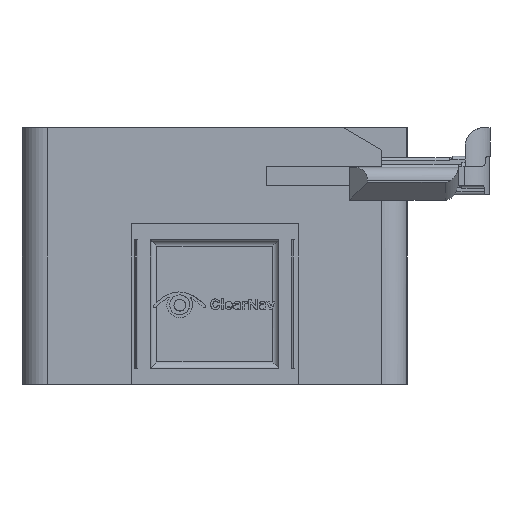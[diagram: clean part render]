
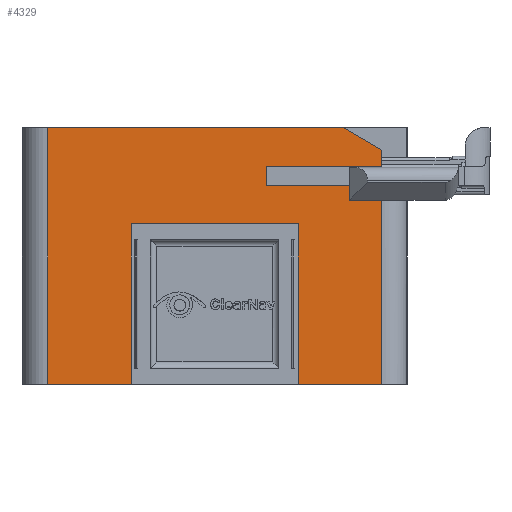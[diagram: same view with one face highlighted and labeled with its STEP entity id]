
A CAD part, front view. The second image highlights one B-rep face of the part: STEP entity #4329.
In plain terms, the highlighted planar face has unit normal (0, -1, 0).
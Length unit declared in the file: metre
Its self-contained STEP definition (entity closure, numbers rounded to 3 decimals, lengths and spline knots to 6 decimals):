
#820=ORIENTED_EDGE('',*,*,#1964,.F.);
#821=ORIENTED_EDGE('',*,*,#1965,.T.);
#822=ORIENTED_EDGE('',*,*,#1966,.T.);
#823=ORIENTED_EDGE('',*,*,#1967,.T.);
#824=ORIENTED_EDGE('',*,*,#1968,.F.);
#825=ORIENTED_EDGE('',*,*,#1954,.F.);
#826=ORIENTED_EDGE('',*,*,#1952,.F.);
#827=ORIENTED_EDGE('',*,*,#1950,.T.);
#828=ORIENTED_EDGE('',*,*,#1948,.T.);
#829=ORIENTED_EDGE('',*,*,#1963,.F.);
#830=ORIENTED_EDGE('',*,*,#1961,.T.);
#831=ORIENTED_EDGE('',*,*,#1959,.T.);
#832=ORIENTED_EDGE('',*,*,#1957,.F.);
#1948=EDGE_CURVE('',#2550,#2549,#2983,.T.);
#1950=EDGE_CURVE('',#2551,#2550,#2985,.T.);
#1952=EDGE_CURVE('',#2551,#2552,#2987,.T.);
#1954=EDGE_CURVE('',#2552,#2553,#2988,.T.);
#1957=EDGE_CURVE('',#2554,#2555,#2989,.T.);
#1959=EDGE_CURVE('',#2556,#2555,#2990,.T.);
#1961=EDGE_CURVE('',#2557,#2556,#2992,.T.);
#1963=EDGE_CURVE('',#2557,#2549,#2994,.T.);
#1964=EDGE_CURVE('',#2558,#2554,#2995,.T.);
#1965=EDGE_CURVE('',#2558,#2559,#2996,.T.);
#1966=EDGE_CURVE('',#2559,#2560,#2997,.T.);
#1967=EDGE_CURVE('',#2560,#2561,#2998,.T.);
#1968=EDGE_CURVE('',#2553,#2561,#2999,.T.);
#2549=VERTEX_POINT('',#6192);
#2550=VERTEX_POINT('',#6194);
#2551=VERTEX_POINT('',#6198);
#2552=VERTEX_POINT('',#6202);
#2553=VERTEX_POINT('',#6206);
#2554=VERTEX_POINT('',#6210);
#2555=VERTEX_POINT('',#6212);
#2556=VERTEX_POINT('',#6216);
#2557=VERTEX_POINT('',#6220);
#2558=VERTEX_POINT('',#6226);
#2559=VERTEX_POINT('',#6228);
#2560=VERTEX_POINT('',#6230);
#2561=VERTEX_POINT('',#6232);
#2983=LINE('',#6193,#3369);
#2985=LINE('',#6197,#3371);
#2987=LINE('',#6201,#3373);
#2988=LINE('',#6205,#3374);
#2989=LINE('',#6211,#3375);
#2990=LINE('',#6215,#3376);
#2992=LINE('',#6219,#3378);
#2994=LINE('',#6223,#3380);
#2995=LINE('',#6225,#3381);
#2996=LINE('',#6227,#3382);
#2997=LINE('',#6229,#3383);
#2998=LINE('',#6231,#3384);
#2999=LINE('',#6233,#3385);
#3369=VECTOR('',#5129,1.);
#3371=VECTOR('',#5133,1.);
#3373=VECTOR('',#5137,1.);
#3374=VECTOR('',#5142,1.);
#3375=VECTOR('',#5149,1.);
#3376=VECTOR('',#5154,1.);
#3378=VECTOR('',#5158,1.);
#3380=VECTOR('',#5162,1.);
#3381=VECTOR('',#5165,1.);
#3382=VECTOR('',#5166,1.);
#3383=VECTOR('',#5167,1.);
#3384=VECTOR('',#5168,1.);
#3385=VECTOR('',#5169,1.);
#3711=EDGE_LOOP('',(#820,#821,#822,#823,#824,#825,#826,#827,#828,#829,#830,
#831,#832));
#3965=FACE_BOUND('',#3711,.T.);
#4183=PLANE('',#4647);
#4329=ADVANCED_FACE('',(#3965),#4183,.F.);
#4647=AXIS2_PLACEMENT_3D('',#6224,#5163,#5164);
#5129=DIRECTION('',(1.,0.,0.));
#5133=DIRECTION('',(0.,0.,1.));
#5137=DIRECTION('',(1.,0.,0.));
#5142=DIRECTION('',(0.,0.,-1.));
#5149=DIRECTION('',(0.,0.,1.));
#5154=DIRECTION('',(-1.,0.,0.));
#5158=DIRECTION('',(-0.864,0.,0.504));
#5162=DIRECTION('',(0.,0.,-1.));
#5163=DIRECTION('',(0.,1.,0.));
#5164=DIRECTION('',(1.,0.,0.));
#5165=DIRECTION('',(-1.,0.,0.));
#5166=DIRECTION('',(0.,0.,1.));
#5167=DIRECTION('',(1.,0.,0.));
#5168=DIRECTION('',(0.,0.,-1.));
#5169=DIRECTION('',(-1.,0.,0.));
#6192=CARTESIAN_POINT('',(0.0422,0.05,0.034));
#6193=CARTESIAN_POINT('',(0.0497,0.05,0.034));
#6194=CARTESIAN_POINT('',(0.0242,0.05,0.034));
#6197=CARTESIAN_POINT('',(0.0242,0.05,0.0325));
#6198=CARTESIAN_POINT('',(0.0242,0.05,0.031));
#6201=CARTESIAN_POINT('',(0.0497,0.05,0.031));
#6202=CARTESIAN_POINT('',(0.0422,0.05,0.031));
#6205=CARTESIAN_POINT('',(0.0422,0.05,0.03));
#6206=CARTESIAN_POINT('',(0.0422,0.05,0.));
#6210=CARTESIAN_POINT('',(-0.0098,0.05,0.));
#6211=CARTESIAN_POINT('',(-0.0098,0.05,0.01));
#6212=CARTESIAN_POINT('',(-0.0098,0.05,0.04));
#6215=CARTESIAN_POINT('',(0.0062,0.05,0.04));
#6216=CARTESIAN_POINT('',(0.0362,0.05,0.04));
#6219=CARTESIAN_POINT('',(0.0422,0.05,0.0365));
#6220=CARTESIAN_POINT('',(0.0422,0.05,0.0365));
#6223=CARTESIAN_POINT('',(0.0422,0.05,0.03));
#6224=CARTESIAN_POINT('',(0.0162,0.05,0.02));
#6225=CARTESIAN_POINT('',(0.0362,0.05,0.));
#6226=CARTESIAN_POINT('',(0.00638,0.05,0.));
#6227=CARTESIAN_POINT('',(0.00638,0.05,0.0225));
#6228=CARTESIAN_POINT('',(0.00638,0.05,0.025));
#6229=CARTESIAN_POINT('',(0.02102,0.05,0.025));
#6230=CARTESIAN_POINT('',(0.02602,0.05,0.025));
#6231=CARTESIAN_POINT('',(0.02602,0.05,0.01));
#6232=CARTESIAN_POINT('',(0.02602,0.05,0.));
#6233=CARTESIAN_POINT('',(0.0362,0.05,0.));
